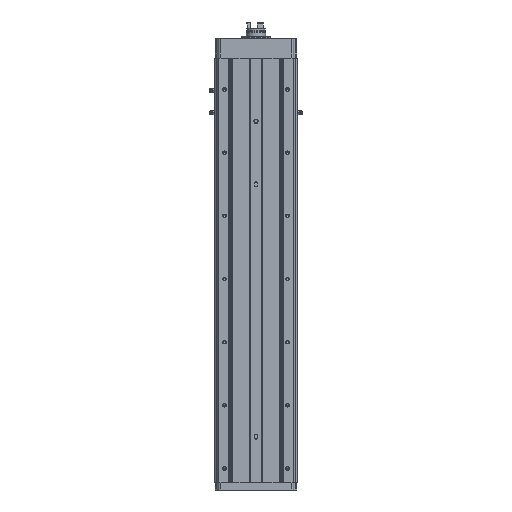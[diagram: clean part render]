
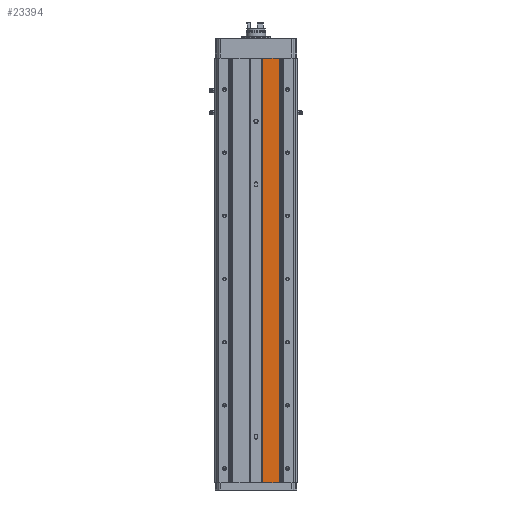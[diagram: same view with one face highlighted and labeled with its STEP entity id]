
A CAD part, front view. The second image highlights one B-rep face of the part: STEP entity #23394.
In plain terms, the highlighted planar face has unit normal (0, -1, 0).
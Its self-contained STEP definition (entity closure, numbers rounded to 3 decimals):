
#2911=ORIENTED_EDGE('',*,*,#8229,.T.);
#2912=ORIENTED_EDGE('',*,*,#8387,.T.);
#2913=ORIENTED_EDGE('',*,*,#8325,.F.);
#2914=ORIENTED_EDGE('',*,*,#8388,.F.);
#8229=EDGE_CURVE('',#10969,#10968,#12786,.T.);
#8325=EDGE_CURVE('',#11043,#11044,#12847,.T.);
#8387=EDGE_CURVE('',#10968,#11044,#12881,.T.);
#8388=EDGE_CURVE('',#10969,#11043,#12882,.T.);
#10968=VERTEX_POINT('',#34301);
#10969=VERTEX_POINT('',#34303);
#11043=VERTEX_POINT('',#34484);
#11044=VERTEX_POINT('',#34486);
#12786=LINE('',#34302,#14202);
#12847=LINE('',#34485,#14263);
#12881=LINE('',#34598,#14297);
#12882=LINE('',#34599,#14298);
#14202=VECTOR('',#27692,1000.);
#14263=VECTOR('',#27847,1000.);
#14297=VECTOR('',#27963,1000.);
#14298=VECTOR('',#27964,1000.);
#15430=EDGE_LOOP('',(#2911,#2912,#2913,#2914));
#16933=FACE_BOUND('',#15430,.T.);
#18445=PLANE('',#24843);
#23394=ADVANCED_FACE('',(#16933),#18445,.T.);
#24843=AXIS2_PLACEMENT_3D('',#34597,#27961,#27962);
#27692=DIRECTION('',(1.,0.,0.));
#27847=DIRECTION('',(1.,0.,0.));
#27961=DIRECTION('',(0.,-1.,0.));
#27962=DIRECTION('',(0.,0.,-1.));
#27963=DIRECTION('',(0.,0.,1.));
#27964=DIRECTION('',(0.,0.,1.));
#34301=CARTESIAN_POINT('',(36.9,0.,-673.));
#34302=CARTESIAN_POINT('',(-60.,0.,-673.));
#34303=CARTESIAN_POINT('',(10.5,0.,-673.));
#34484=CARTESIAN_POINT('',(10.5,0.,0.));
#34485=CARTESIAN_POINT('',(-60.,0.,0.));
#34486=CARTESIAN_POINT('',(36.9,0.,0.));
#34597=CARTESIAN_POINT('',(-60.,0.,-673.));
#34598=CARTESIAN_POINT('',(36.9,0.,-673.));
#34599=CARTESIAN_POINT('',(10.5,0.,-673.));
